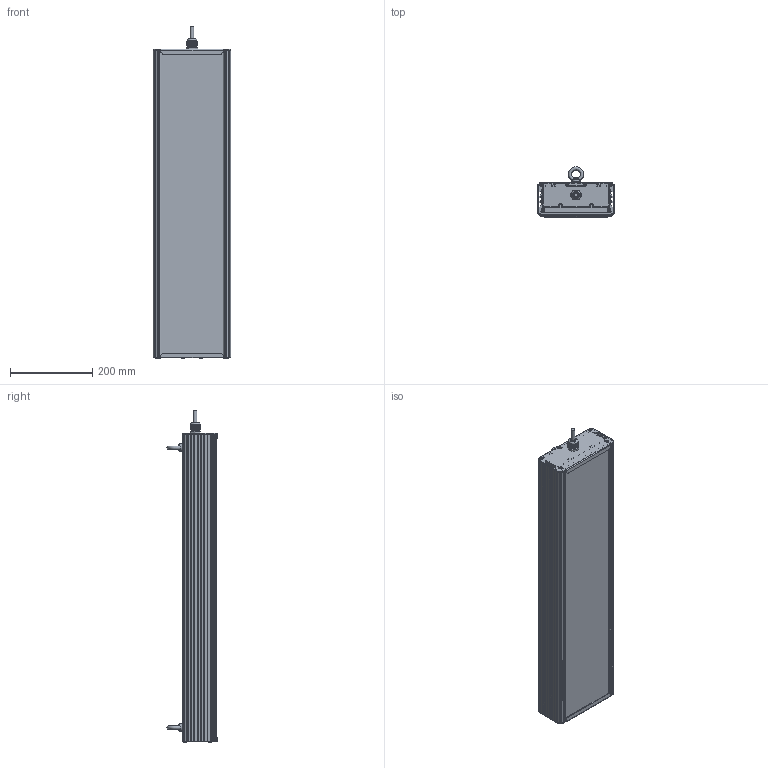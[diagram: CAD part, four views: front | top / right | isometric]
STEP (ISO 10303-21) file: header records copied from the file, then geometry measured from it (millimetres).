
FILE_DESCRIPTION(('STEP AP214'), '1');
FILE_NAME('001.0079.31.000 - ÃÑÏ-Ýêñòðà-160', '2023-10-24T05:11:36', ('Ëóêîíèí'), ('ÎÊÁ Ñâîé Ñòèëü'), 'C3D Converter', 'C3D Toolkit', '');
FILE_SCHEMA(('AUTOMOTIVE_DESIGN { 1 0 10303 214 3 1 1}'));
Length unit declared in the file: millimetre
Products named in the file (25): 001.0079.31.000; 001.0065.02.000
Assembly tree (62 placements, depth 4):
  001.0079.31.000
    (unnamed)
      (unnamed)
      (unnamed)
      (unnamed)
      (unnamed)  x6
      (unnamed)  x6
      (unnamed)
      (unnamed)
      (unnamed)
      (unnamed)
        (unnamed)
      (unnamed)  x16
        (unnamed)
        (unnamed)
        (unnamed)
        (unnamed)
        (unnamed)
        (unnamed)
        (unnamed)
        (unnamed)
        (unnamed)
    001.0065.02.000  x2
      (unnamed)
      (unnamed)
Bounding box: 187.37 x 121.62 x 806.43 mm (x, y, z)
Volume: 2233853.5 mm3; surface area: 1732748.6 mm2
Topology: 536 solids, 536 shells, 5726 faces, 13627 edges, 9131 vertices
Faces by surface type: plane 3968, cylinder 1548, cone 112, bspline 69, sphere 16, torus 13
Full cylindrical faces by diameter (mm): 1 x16, 2 x32, 2.5 x64, 2.8 x400, 3.2 x16, 3.5 x80, 4 x12, 6 x2, 8 x12, 12 x1, 12.5 x1, 16 x1, 18.5 x3, 20 x1, 23.5 x1
Entity records: 82615 total; most frequent: CARTESIAN_POINT 39092, ORIENTED_EDGE 8468, DIRECTION 7630, EDGE_CURVE 4234, VERTEX_POINT 2914, AXIS2_PLACEMENT_3D 2545, LINE 2540, VECTOR 2540
